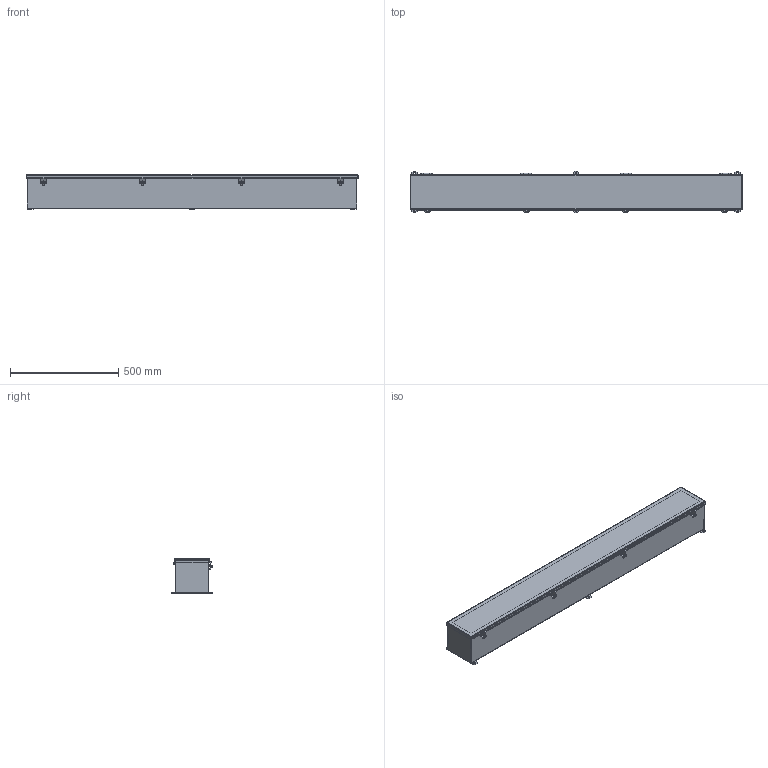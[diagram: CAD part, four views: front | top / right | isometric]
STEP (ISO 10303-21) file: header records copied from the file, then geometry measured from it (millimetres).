
FILE_DESCRIPTION (( 'STEP AP214' ), '1' );
FILE_NAME ('1486D60SS.STEP', '2023-05-09T16:42:38', ( '' ), ( '' ), 'SwSTEP 2.0', 'SolidWorks 2021', '' );
FILE_SCHEMA (( 'AUTOMOTIVE_DESIGN' ));
Length unit declared in the file: inch
Products named in the file (1): 1486D60SS
Bounding box: 1533.53 x 190.5 x 159.18 mm (x, y, z)
Volume: 2305182.3 mm3; surface area: 2323711.4 mm2
Topology: 13 solids, 13 shells, 632 faces, 1748 edges, 1138 vertices
Faces by surface type: plane 434, cylinder 160, cone 20, bspline 10, torus 8
Full cylindrical faces by diameter (mm): 4.572 x4, 5.41 x4, 6.35 x4, 7.937 x4, 7.938 x2, 12.268 x4
Entity records: 29916 total; most frequent: CARTESIAN_POINT 5553, ORIENTED_EDGE 3380, DIRECTION 3186, EDGE_CURVE 1690, LINE 1212, VECTOR 1212, VERTEX_POINT 1122, AXIS2_PLACEMENT_3D 987
